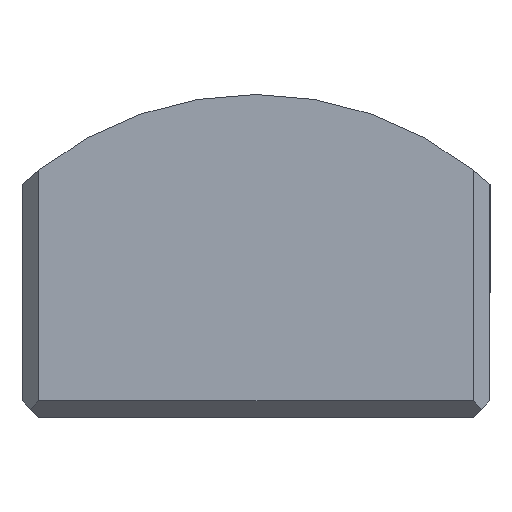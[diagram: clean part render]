
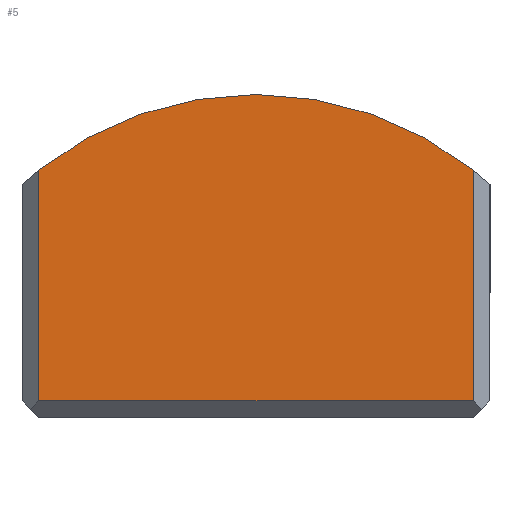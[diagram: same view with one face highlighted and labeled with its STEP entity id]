
A CAD part, left-side view. The second image highlights one B-rep face of the part: STEP entity #5.
In plain terms, the highlighted planar face has unit normal (-1, 0, 0).
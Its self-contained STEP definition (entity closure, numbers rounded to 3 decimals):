
#5 = ADVANCED_FACE ( 'NONE', ( #288 ), #297, .F. ) ;
#17 = VERTEX_POINT ( 'NONE', #331 ) ;
#22 = EDGE_LOOP ( 'NONE', ( #78, #61, #58, #59, #29 ) ) ;
#28 = EDGE_CURVE ( 'NONE', #60, #85, #268, .T. ) ;
#29 = ORIENTED_EDGE ( 'NONE', *, *, #32, .T. ) ;
#32 = EDGE_CURVE ( 'NONE', #60, #80, #309, .T. ) ;
#35 = EDGE_CURVE ( 'NONE', #36, #17, #160, .T. ) ;
#36 = VERTEX_POINT ( 'NONE', #181 ) ;
#38 = EDGE_CURVE ( 'NONE', #85, #36, #122, .T. ) ;
#58 = ORIENTED_EDGE ( 'NONE', *, *, #38, .F. ) ;
#59 = ORIENTED_EDGE ( 'NONE', *, *, #28, .F. ) ;
#60 = VERTEX_POINT ( 'NONE', #379 ) ;
#61 = ORIENTED_EDGE ( 'NONE', *, *, #35, .F. ) ;
#78 = ORIENTED_EDGE ( 'NONE', *, *, #79, .F. ) ;
#79 = EDGE_CURVE ( 'NONE', #17, #80, #441, .T. ) ;
#80 = VERTEX_POINT ( 'NONE', #433 ) ;
#85 = VERTEX_POINT ( 'NONE', #372 ) ;
#122 = CIRCLE ( 'NONE', #204, 2.99 ) ;
#156 = DIRECTION ( 'NONE',  ( 0., 0., -1. ) ) ;
#157 = DIRECTION ( 'NONE',  ( 1., 0., 0. ) ) ;
#159 = CARTESIAN_POINT ( 'NONE',  ( -3., -1.859, 1.38 ) ) ;
#160 = LINE ( 'NONE', #159, #183 ) ;
#180 = CARTESIAN_POINT ( 'NONE',  ( -3., 0., -1.61 ) ) ;
#181 = CARTESIAN_POINT ( 'NONE',  ( -3., -1.859, 0.732 ) ) ;
#182 = DIRECTION ( 'NONE',  ( 0., 0., -1. ) ) ;
#183 = VECTOR ( 'NONE', #182, 1000. ) ;
#204 = AXIS2_PLACEMENT_3D ( 'NONE', #180, #157, #156 ) ;
#264 = DIRECTION ( 'NONE',  ( 0., 0., -1. ) ) ;
#265 = DIRECTION ( 'NONE',  ( 1., 0., 0. ) ) ;
#266 = CARTESIAN_POINT ( 'NONE',  ( -3., 0., -1.61 ) ) ;
#267 = AXIS2_PLACEMENT_3D ( 'NONE', #266, #265, #264 ) ;
#268 = CIRCLE ( 'NONE', #267, 2.99 ) ;
#288 = FACE_OUTER_BOUND ( 'NONE', #22, .T. ) ;
#295 = CARTESIAN_POINT ( 'NONE',  ( -3., 0., -1.61 ) ) ;
#296 = AXIS2_PLACEMENT_3D ( 'NONE', #295, #327, #326 ) ;
#297 = PLANE ( 'NONE',  #296 ) ;
#306 = DIRECTION ( 'NONE',  ( 0., 0., -1. ) ) ;
#307 = VECTOR ( 'NONE', #306, 1000. ) ;
#308 = CARTESIAN_POINT ( 'NONE',  ( -3., 1.859, 1.38 ) ) ;
#309 = LINE ( 'NONE', #308, #307 ) ;
#326 = DIRECTION ( 'NONE',  ( 0., 0., -1. ) ) ;
#327 = DIRECTION ( 'NONE',  ( 1., 0., 0. ) ) ;
#331 = CARTESIAN_POINT ( 'NONE',  ( -3., -1.859, -1.239 ) ) ;
#372 = CARTESIAN_POINT ( 'NONE',  ( -3., 0., 1.38 ) ) ;
#379 = CARTESIAN_POINT ( 'NONE',  ( -3., 1.859, 0.732 ) ) ;
#433 = CARTESIAN_POINT ( 'NONE',  ( -3., 1.859, -1.239 ) ) ;
#434 = DIRECTION ( 'NONE',  ( 0., 1., 0. ) ) ;
#439 = VECTOR ( 'NONE', #434, 1000. ) ;
#440 = CARTESIAN_POINT ( 'NONE',  ( -3., -2., -1.239 ) ) ;
#441 = LINE ( 'NONE', #440, #439 ) ;
